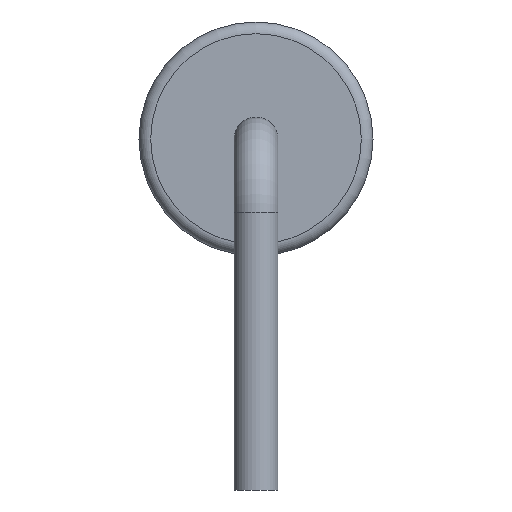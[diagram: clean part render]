
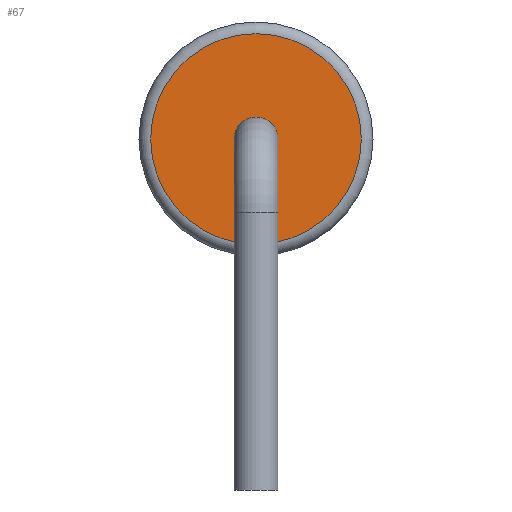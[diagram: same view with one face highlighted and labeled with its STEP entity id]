
A CAD part, left-side view. The second image highlights one B-rep face of the part: STEP entity #67.
In plain terms, the highlighted planar face has unit normal (-1, 0, 0).
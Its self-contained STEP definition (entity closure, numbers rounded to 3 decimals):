
#67=ADVANCED_FACE('',(#238,#240),#242,.T.);
#238=FACE_BOUND('',#239,.T.);
#239=EDGE_LOOP('',(#398));
#240=FACE_BOUND('',#241,.T.);
#241=EDGE_LOOP('',(#399));
#242=PLANE('',#243);
#243=AXIS2_PLACEMENT_3D('',#244,#245,#246);
#244=CARTESIAN_POINT('',(-4.5,0.,1.8));
#245=DIRECTION('',(-1.,-0.,0.));
#246=DIRECTION('',(0.,0.,1.));
#398=ORIENTED_EDGE('',*,*,#434,.T.);
#399=ORIENTED_EDGE('',*,*,#435,.F.);
#434=EDGE_CURVE('',#454,#454,#455,.T.);
#435=EDGE_CURVE('',#456,#456,#457,.T.);
#454=VERTEX_POINT('',#496);
#455=CIRCLE('',#497,1.44);
#456=VERTEX_POINT('',#501);
#457=CIRCLE('',#502,0.3);
#496=CARTESIAN_POINT('',(-4.5,0.,3.24));
#497=AXIS2_PLACEMENT_3D('',#498,#499,#500);
#498=CARTESIAN_POINT('',(-4.5,0.,1.8));
#499=DIRECTION('',(-1.,-0.,0.));
#500=DIRECTION('',(0.,0.,1.));
#501=CARTESIAN_POINT('',(-4.5,0.,2.1));
#502=AXIS2_PLACEMENT_3D('',#503,#504,#505);
#503=CARTESIAN_POINT('',(-4.5,0.,1.8));
#504=DIRECTION('',(-1.,-0.,0.));
#505=DIRECTION('',(0.,0.,1.));
